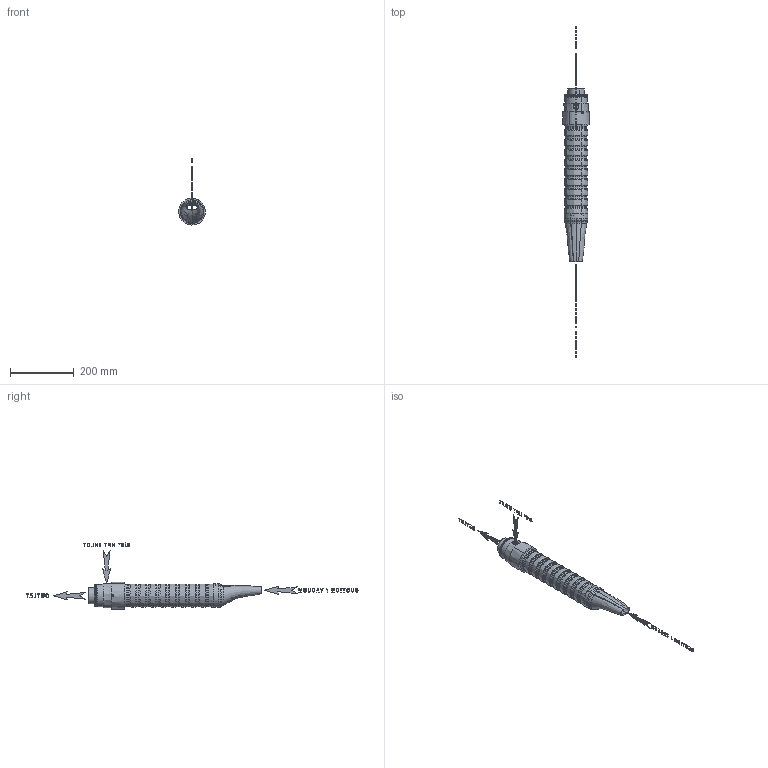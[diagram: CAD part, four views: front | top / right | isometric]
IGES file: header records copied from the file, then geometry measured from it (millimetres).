
Start section: START RECORD GO HERE.
Global section: file name: 40002 with Pipe & Long Nozzle.igs; native system: DASSAULT SYSTEMES CATIA V5 R20 - www.3ds.com; preprocessor: CATIA Version 5 Release 20 ; author: DRAFTMAN; organization: KJNDESGN; date: 20150303.155231; units: millimetre
Bounding box: 83.79 x 1038.44 x 206.75 mm (x, y, z)
Volume: 321342.6 mm3; surface area: 256119.2 mm2
Topology: 40 solids, 40 shells, 1741 faces, 4618 edges, 3007 vertices
Faces by surface type: plane 551, bspline 467, revolution 381, extrusion 342
